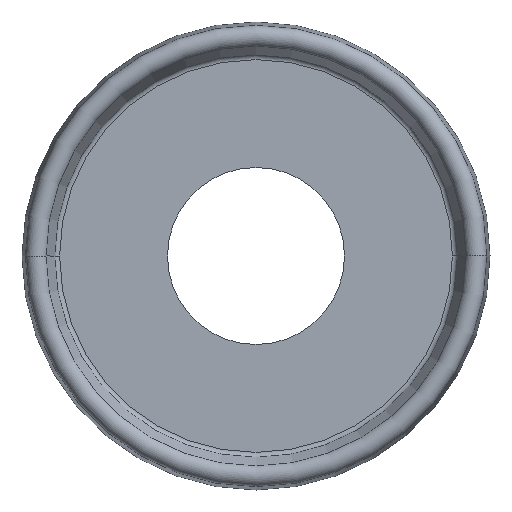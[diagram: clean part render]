
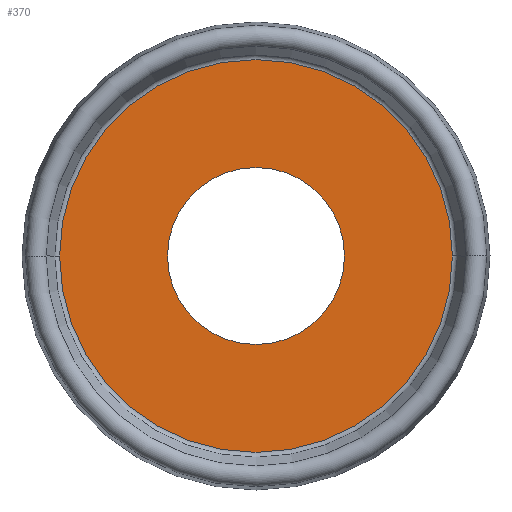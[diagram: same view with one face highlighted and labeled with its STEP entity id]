
A CAD part, left-side view. The second image highlights one B-rep face of the part: STEP entity #370.
In plain terms, the highlighted planar face has unit normal (-1, 0, 0).
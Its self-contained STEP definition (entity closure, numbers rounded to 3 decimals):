
#3 = AXIS2_PLACEMENT_3D ( 'NONE', #335, #62, #243 ) ;
#27 = EDGE_CURVE ( 'NONE', #195, #262, #29, .T. ) ;
#29 = CIRCLE ( 'NONE', #465, 9.097 ) ;
#46 = ORIENTED_EDGE ( 'NONE', *, *, #449, .T. ) ;
#48 = AXIS2_PLACEMENT_3D ( 'NONE', #298, #344, #125 ) ;
#62 = DIRECTION ( 'NONE',  ( 1., 0., 0. ) ) ;
#65 = CIRCLE ( 'NONE', #3, 4.1 ) ;
#80 = EDGE_LOOP ( 'NONE', ( #46, #412 ) ) ;
#97 = CARTESIAN_POINT ( 'NONE',  ( -0.9, 4.1, 0. ) ) ;
#125 = DIRECTION ( 'NONE',  ( 0., 1., 0. ) ) ;
#145 = ORIENTED_EDGE ( 'NONE', *, *, #432, .F. ) ;
#149 = EDGE_CURVE ( 'NONE', #564, #358, #301, .T. ) ;
#163 = DIRECTION ( 'NONE',  ( 1., 0., 0. ) ) ;
#195 = VERTEX_POINT ( 'NONE', #261 ) ;
#214 = AXIS2_PLACEMENT_3D ( 'NONE', #467, #327, #282 ) ;
#220 = CARTESIAN_POINT ( 'NONE',  ( -0.9, -4.1, 0. ) ) ;
#226 = AXIS2_PLACEMENT_3D ( 'NONE', #452, #228, #406 ) ;
#228 = DIRECTION ( 'NONE',  ( -1., 0., 0. ) ) ;
#238 = FACE_OUTER_BOUND ( 'NONE', #544, .T. ) ;
#243 = DIRECTION ( 'NONE',  ( 0., 1., 0. ) ) ;
#261 = CARTESIAN_POINT ( 'NONE',  ( -0.9, -9.097, 0. ) ) ;
#262 = VERTEX_POINT ( 'NONE', #531 ) ;
#268 = FACE_BOUND ( 'NONE', #80, .T. ) ;
#269 = CIRCLE ( 'NONE', #214, 9.097 ) ;
#282 = DIRECTION ( 'NONE',  ( 0., 1., 0. ) ) ;
#298 = CARTESIAN_POINT ( 'NONE',  ( -0.9, 0., 0. ) ) ;
#301 = CIRCLE ( 'NONE', #48, 4.1 ) ;
#310 = ORIENTED_EDGE ( 'NONE', *, *, #27, .F. ) ;
#327 = DIRECTION ( 'NONE',  ( 1., 0., 0. ) ) ;
#332 = CARTESIAN_POINT ( 'NONE',  ( -0.9, 0., 0. ) ) ;
#335 = CARTESIAN_POINT ( 'NONE',  ( -0.9, 0., 0. ) ) ;
#344 = DIRECTION ( 'NONE',  ( 1., 0., 0. ) ) ;
#358 = VERTEX_POINT ( 'NONE', #97 ) ;
#370 = ADVANCED_FACE ( 'NONE', ( #268, #238 ), #371, .T. ) ;
#371 = PLANE ( 'NONE',  #226 ) ;
#406 = DIRECTION ( 'NONE',  ( 0., -1., 0. ) ) ;
#412 = ORIENTED_EDGE ( 'NONE', *, *, #149, .T. ) ;
#432 = EDGE_CURVE ( 'NONE', #262, #195, #269, .T. ) ;
#449 = EDGE_CURVE ( 'NONE', #358, #564, #65, .T. ) ;
#452 = CARTESIAN_POINT ( 'NONE',  ( -0.9, 4.1, 0. ) ) ;
#465 = AXIS2_PLACEMENT_3D ( 'NONE', #332, #163, #510 ) ;
#467 = CARTESIAN_POINT ( 'NONE',  ( -0.9, 0., 0. ) ) ;
#510 = DIRECTION ( 'NONE',  ( 0., 1., 0. ) ) ;
#531 = CARTESIAN_POINT ( 'NONE',  ( -0.9, 9.097, 0. ) ) ;
#544 = EDGE_LOOP ( 'NONE', ( #145, #310 ) ) ;
#564 = VERTEX_POINT ( 'NONE', #220 ) ;
